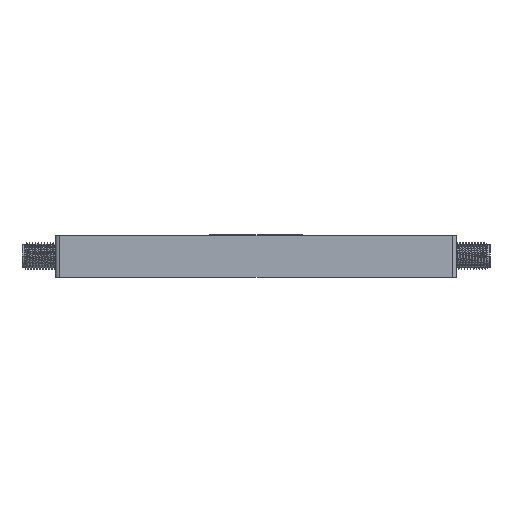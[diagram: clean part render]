
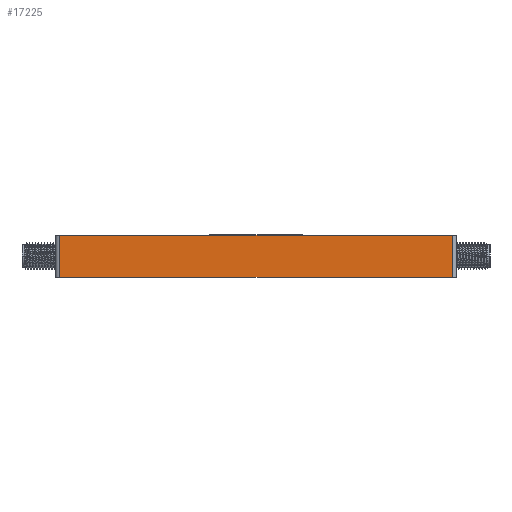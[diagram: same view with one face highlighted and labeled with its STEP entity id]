
A CAD part, left-side view. The second image highlights one B-rep face of the part: STEP entity #17225.
In plain terms, the highlighted planar face has unit normal (-1, 0, 0).
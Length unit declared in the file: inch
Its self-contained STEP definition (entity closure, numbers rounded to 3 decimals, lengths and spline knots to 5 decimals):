
#538 = CARTESIAN_POINT ( 'NONE',  ( -2.92323, -1.83008, 0.19685 ) ) ;
#710 = DIRECTION ( 'NONE',  ( 0., 0., -1. ) ) ;
#1601 = LINE ( 'NONE', #64085, #48995 ) ;
#1966 = FACE_OUTER_BOUND ( 'NONE', #64913, .T. ) ;
#2005 = DIRECTION ( 'NONE',  ( 0., -1., 0. ) ) ;
#3265 = ORIENTED_EDGE ( 'NONE', *, *, #63757, .F. ) ;
#6191 = CARTESIAN_POINT ( 'NONE',  ( -2.92323, 1.83008, 0.19685 ) ) ;
#9201 = LINE ( 'NONE', #81013, #59537 ) ;
#9220 = VERTEX_POINT ( 'NONE', #29357 ) ;
#11331 = CARTESIAN_POINT ( 'NONE',  ( -2.92323, -1.87008, -0.19685 ) ) ;
#11949 = DIRECTION ( 'NONE',  ( 0., 0., 1. ) ) ;
#12302 = VECTOR ( 'NONE', #68050, 39.37008 ) ;
#12644 = LINE ( 'NONE', #20011, #70488 ) ;
#14370 = VERTEX_POINT ( 'NONE', #538 ) ;
#15338 = ORIENTED_EDGE ( 'NONE', *, *, #64591, .T. ) ;
#17225 = ADVANCED_FACE ( 'NONE', ( #1966 ), #78419, .F. ) ;
#18531 = EDGE_CURVE ( 'NONE', #9220, #61255, #42970, .T. ) ;
#19173 = VERTEX_POINT ( 'NONE', #6191 ) ;
#20011 = CARTESIAN_POINT ( 'NONE',  ( -2.92323, 1.83008, 0.19685 ) ) ;
#22096 = CARTESIAN_POINT ( 'NONE',  ( -2.92323, -1.87008, 0.19685 ) ) ;
#24039 = AXIS2_PLACEMENT_3D ( 'NONE', #22096, #47164, #72244 ) ;
#29357 = CARTESIAN_POINT ( 'NONE',  ( -2.92323, 1.83008, -0.19685 ) ) ;
#41043 = EDGE_CURVE ( 'NONE', #19173, #9220, #12644, .T. ) ;
#42970 = LINE ( 'NONE', #11331, #12302 ) ;
#47164 = DIRECTION ( 'NONE',  ( 1., 0., 0. ) ) ;
#48630 = ORIENTED_EDGE ( 'NONE', *, *, #41043, .T. ) ;
#48995 = VECTOR ( 'NONE', #2005, 39.37008 ) ;
#59537 = VECTOR ( 'NONE', #11949, 39.37008 ) ;
#61255 = VERTEX_POINT ( 'NONE', #74458 ) ;
#63757 = EDGE_CURVE ( 'NONE', #19173, #14370, #1601, .T. ) ;
#64085 = CARTESIAN_POINT ( 'NONE',  ( -2.92323, -1.87008, 0.19685 ) ) ;
#64591 = EDGE_CURVE ( 'NONE', #61255, #14370, #9201, .T. ) ;
#64913 = EDGE_LOOP ( 'NONE', ( #3265, #48630, #65920, #15338 ) ) ;
#65920 = ORIENTED_EDGE ( 'NONE', *, *, #18531, .T. ) ;
#68050 = DIRECTION ( 'NONE',  ( 0., -1., 0. ) ) ;
#70488 = VECTOR ( 'NONE', #710, 39.37008 ) ;
#72244 = DIRECTION ( 'NONE',  ( 0., 1., 0. ) ) ;
#74458 = CARTESIAN_POINT ( 'NONE',  ( -2.92323, -1.83008, -0.19685 ) ) ;
#78419 = PLANE ( 'NONE',  #24039 ) ;
#81013 = CARTESIAN_POINT ( 'NONE',  ( -2.92323, -1.83008, 0.19685 ) ) ;
